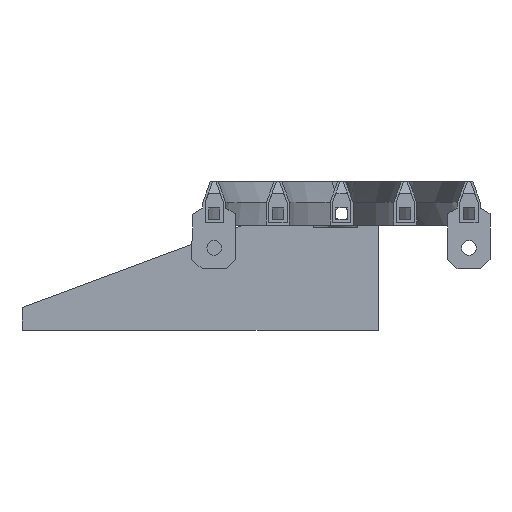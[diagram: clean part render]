
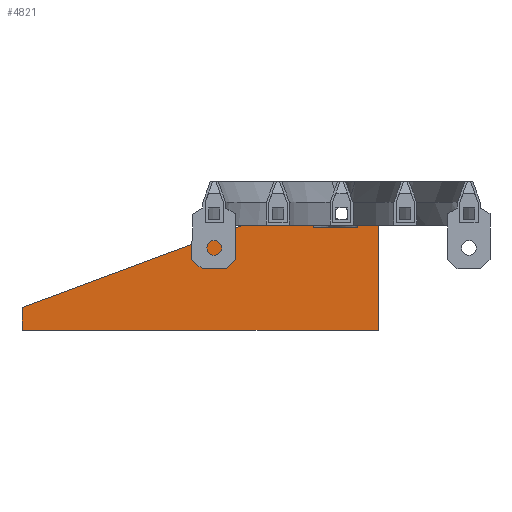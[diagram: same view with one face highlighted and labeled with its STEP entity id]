
A CAD part, front view. The second image highlights one B-rep face of the part: STEP entity #4821.
In plain terms, the highlighted planar face has unit normal (0, -1, 0).
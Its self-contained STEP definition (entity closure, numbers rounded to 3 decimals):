
#433=FACE_OUTER_BOUND('',#712,.T.);
#712=EDGE_LOOP('',(#3240,#3241,#3242,#3243,#3244,#3245,#3246,#3247,#3248,
#3249,#3250));
#1007=LINE('',#6611,#1505);
#1018=LINE('',#6635,#1516);
#1019=LINE('',#6639,#1517);
#1020=LINE('',#6641,#1518);
#1021=LINE('',#6643,#1519);
#1022=LINE('',#6645,#1520);
#1023=LINE('',#6646,#1521);
#1024=LINE('',#6648,#1522);
#1025=LINE('',#6650,#1523);
#1026=LINE('',#6652,#1524);
#1027=LINE('',#6653,#1525);
#1505=VECTOR('',#5453,1.);
#1516=VECTOR('',#5476,1.);
#1517=VECTOR('',#5479,1.);
#1518=VECTOR('',#5480,1.);
#1519=VECTOR('',#5481,1.);
#1520=VECTOR('',#5482,1.);
#1521=VECTOR('',#5483,1.);
#1522=VECTOR('',#5484,1.);
#1523=VECTOR('',#5485,1.);
#1524=VECTOR('',#5486,1.);
#1525=VECTOR('',#5487,1.);
#2001=VERTEX_POINT('',#6608);
#2002=VERTEX_POINT('',#6610);
#2009=VERTEX_POINT('',#6633);
#2010=VERTEX_POINT('',#6637);
#2011=VERTEX_POINT('',#6638);
#2012=VERTEX_POINT('',#6640);
#2013=VERTEX_POINT('',#6642);
#2014=VERTEX_POINT('',#6644);
#2015=VERTEX_POINT('',#6647);
#2016=VERTEX_POINT('',#6649);
#2017=VERTEX_POINT('',#6651);
#2471=EDGE_CURVE('',#2001,#2002,#1007,.F.);
#2484=EDGE_CURVE('',#2009,#2001,#1018,.F.);
#2485=EDGE_CURVE('',#2010,#2011,#1019,.T.);
#2486=EDGE_CURVE('',#2012,#2011,#1020,.F.);
#2487=EDGE_CURVE('',#2013,#2012,#1021,.F.);
#2488=EDGE_CURVE('',#2014,#2013,#1022,.F.);
#2489=EDGE_CURVE('',#2002,#2014,#1023,.F.);
#2490=EDGE_CURVE('',#2009,#2015,#1024,.T.);
#2491=EDGE_CURVE('',#2016,#2015,#1025,.T.);
#2492=EDGE_CURVE('',#2017,#2016,#1026,.T.);
#2493=EDGE_CURVE('',#2010,#2017,#1027,.F.);
#3240=ORIENTED_EDGE('',*,*,#2485,.T.);
#3241=ORIENTED_EDGE('',*,*,#2486,.F.);
#3242=ORIENTED_EDGE('',*,*,#2487,.F.);
#3243=ORIENTED_EDGE('',*,*,#2488,.F.);
#3244=ORIENTED_EDGE('',*,*,#2489,.F.);
#3245=ORIENTED_EDGE('',*,*,#2471,.F.);
#3246=ORIENTED_EDGE('',*,*,#2484,.F.);
#3247=ORIENTED_EDGE('',*,*,#2490,.T.);
#3248=ORIENTED_EDGE('',*,*,#2491,.F.);
#3249=ORIENTED_EDGE('',*,*,#2492,.F.);
#3250=ORIENTED_EDGE('',*,*,#2493,.F.);
#4693=PLANE('',#5114);
#4821=ADVANCED_FACE('',(#433),#4693,.F.);
#5114=AXIS2_PLACEMENT_3D('',#6636,#5477,#5478);
#5453=DIRECTION('',(0.,0.,1.));
#5476=DIRECTION('',(-1.,0.,0.));
#5477=DIRECTION('center_axis',(0.,1.,0.));
#5478=DIRECTION('ref_axis',(-1.,0.,0.));
#5479=DIRECTION('',(-0.937,0.,-0.349));
#5480=DIRECTION('',(0.,0.,-1.));
#5481=DIRECTION('',(1.,0.,0.));
#5482=DIRECTION('',(1.,0.,0.));
#5483=DIRECTION('',(1.,0.,0.));
#5484=DIRECTION('',(0.,0.,-1.));
#5485=DIRECTION('',(1.,0.,0.));
#5486=DIRECTION('',(0.,0.,-1.));
#5487=DIRECTION('',(-1.,0.,0.));
#6608=CARTESIAN_POINT('',(-55.999,108.,6.925));
#6610=CARTESIAN_POINT('',(-55.999,108.,-21.));
#6611=CARTESIAN_POINT('',(-55.999,108.,-7.037));
#6633=CARTESIAN_POINT('',(-60.474,108.,6.925));
#6635=CARTESIAN_POINT('',(-58.237,108.,6.925));
#6636=CARTESIAN_POINT('Origin',(0.,108.,0.));
#6637=CARTESIAN_POINT('',(-71.999,108.,6.925));
#6638=CARTESIAN_POINT('',(-133.651,108.,-16.));
#6639=CARTESIAN_POINT('',(-102.825,108.,-4.537));
#6640=CARTESIAN_POINT('',(-133.651,108.,-21.));
#6641=CARTESIAN_POINT('',(-133.651,108.,-18.5));
#6642=CARTESIAN_POINT('',(-113.751,108.,-21.));
#6643=CARTESIAN_POINT('',(-123.701,108.,-21.));
#6644=CARTESIAN_POINT('',(-105.151,108.,-21.));
#6645=CARTESIAN_POINT('',(-109.451,108.,-21.));
#6646=CARTESIAN_POINT('',(-80.575,108.,-21.));
#6647=CARTESIAN_POINT('',(-60.474,108.,1.425));
#6648=CARTESIAN_POINT('',(-60.474,108.,4.175));
#6649=CARTESIAN_POINT('',(-70.182,108.,1.425));
#6650=CARTESIAN_POINT('',(-65.328,108.,1.425));
#6651=CARTESIAN_POINT('',(-70.182,108.,6.925));
#6652=CARTESIAN_POINT('',(-70.182,108.,4.175));
#6653=CARTESIAN_POINT('',(-71.091,108.,6.925));
